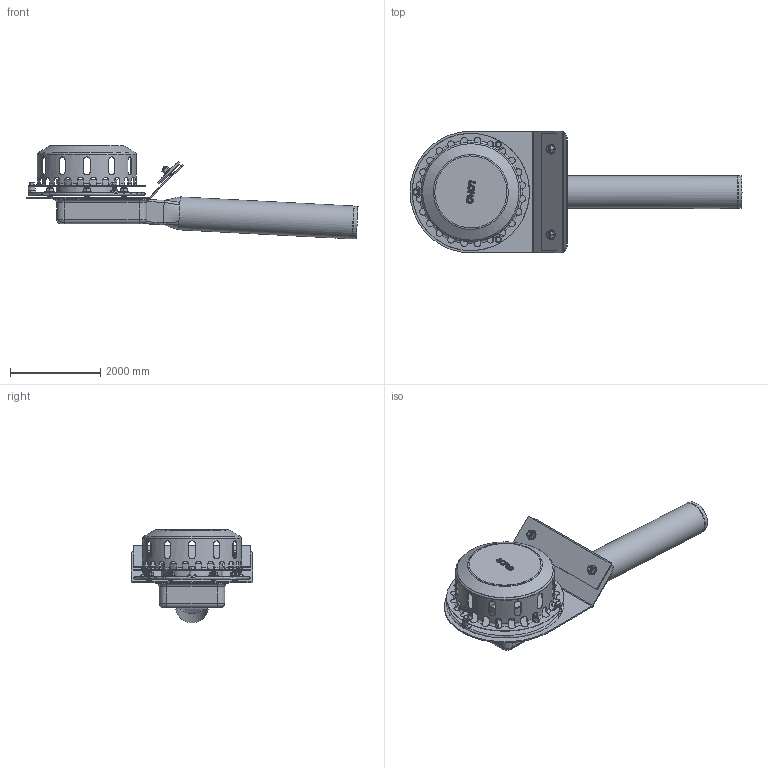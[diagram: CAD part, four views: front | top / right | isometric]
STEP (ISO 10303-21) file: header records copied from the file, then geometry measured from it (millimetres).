
FILE_DESCRIPTION(/* description */ (''),/* implementation_level */ '2;1');
FILE_NAME(/* name */ '01361.070X_3D.stp',/* time_stamp */ '2024-12-11T13:26:37+01:00',/* author */ ('CAD'),/* organization */ (''),/* preprocessor_version */ 'ST-DEVELOPER v20',/* originating_system */ 'AutoCAD Mechanical',/* authorisation */ '');
FILE_SCHEMA (('AUTOMOTIVE_DESIGN { 1 0 10303 214 3 1 1 }'));
Length unit declared in the file: centimetre
Products named in the file (2): Product; *S0
Assembly tree (1 placements, depth 2):
  Product
    *S0
Bounding box: 7366.31 x 2700 x 2081.16 mm (x, y, z)
Volume: 968944040.7 mm3; surface area: 86038246.1 mm2
Topology: 26 solids, 26 shells, 1097 faces, 2704 edges, 1633 vertices
Faces by surface type: cone 379, plane 294, cylinder 243, torus 130, bspline 43, sphere 8
Full cylindrical faces by diameter (mm): 60 x3, 70 x12, 80 x21, 83.76 x8, 100 x8, 105 x2, 160 x8, 706 x1, 730 x1, 1220 x1, 2180 x1, 2200 x1, 2600 x1
Entity records: 42179 total; most frequent: CARTESIAN_POINT 16453, DIRECTION 5382, ORIENTED_EDGE 5372, EDGE_CURVE 2686, AXIS2_PLACEMENT_3D 2176, VERTEX_POINT 1631, EDGE_LOOP 1217, CIRCLE 1113
